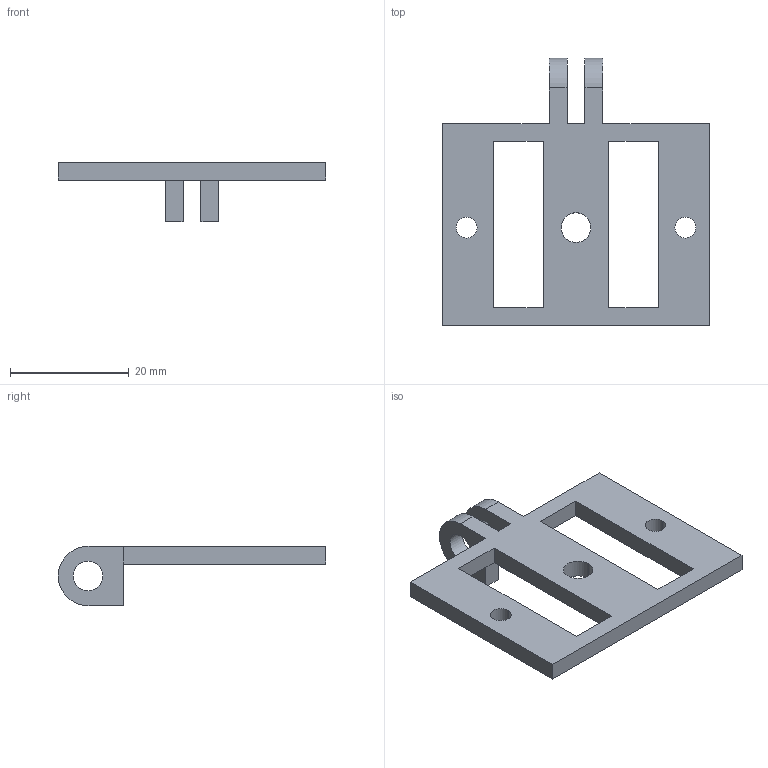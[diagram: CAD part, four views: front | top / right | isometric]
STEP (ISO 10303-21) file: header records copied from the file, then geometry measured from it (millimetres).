
FILE_DESCRIPTION (( 'STEP AP203' ), '1' );
FILE_NAME ('Custom Mount_Default_sldprt.STEP', '2021-02-13T10:55:49', ( '' ), ( '' ), 'SwSTEP 2.0', 'SolidWorks 2019', '' );
FILE_SCHEMA (( 'CONFIG_CONTROL_DESIGN' ));
Length unit declared in the file: millimetre
Products named in the file (1): Custom Mount_Default_sldprt
Bounding box: 45 x 45 x 10 mm (x, y, z)
Volume: 3540 mm3; surface area: 3668.4 mm2
Topology: 1 solids, 1 shells, 36 faces, 98 edges, 64 vertices
Faces by surface type: plane 24, cylinder 12
Entity records: 1239 total; most frequent: CARTESIAN_POINT 199, DIRECTION 196, ORIENTED_EDGE 196, EDGE_CURVE 98, LINE 74, VECTOR 74, VERTEX_POINT 64, AXIS2_PLACEMENT_3D 61
